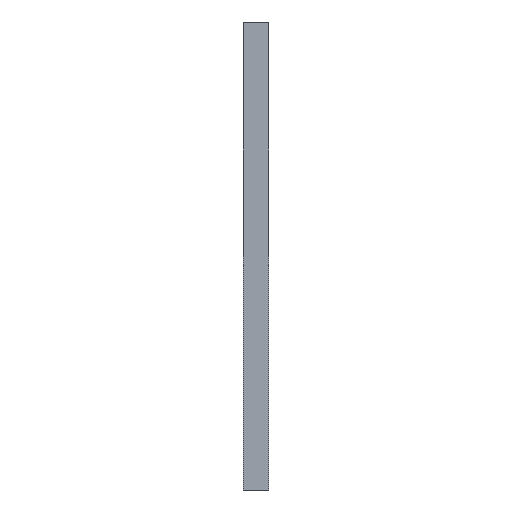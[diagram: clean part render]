
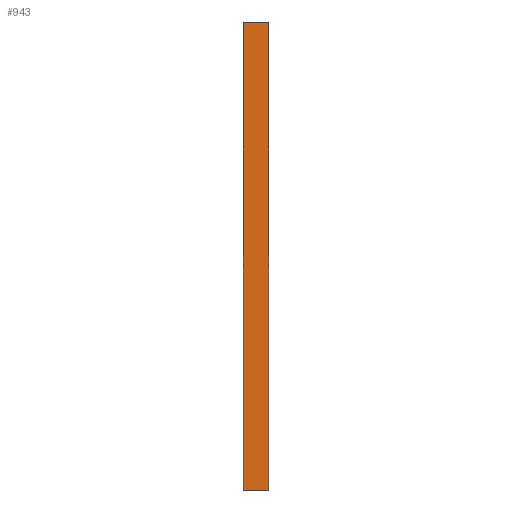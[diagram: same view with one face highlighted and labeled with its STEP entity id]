
A CAD part, front view. The second image highlights one B-rep face of the part: STEP entity #943.
In plain terms, the highlighted planar face has unit normal (0, -1, 0).
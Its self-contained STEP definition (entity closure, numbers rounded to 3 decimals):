
#198 = LINE ( 'NONE', #1102, #202 ) ;
#202 = VECTOR ( 'NONE', #468, 1000. ) ;
#217 = LINE ( 'NONE', #1236, #789 ) ;
#274 = VERTEX_POINT ( 'NONE', #1382 ) ;
#326 = ORIENTED_EDGE ( 'NONE', *, *, #852, .F. ) ;
#362 = CARTESIAN_POINT ( 'NONE',  ( 4., -70., 0. ) ) ;
#367 = AXIS2_PLACEMENT_3D ( 'NONE', #445, #1296, #1302 ) ;
#372 = VERTEX_POINT ( 'NONE', #1218 ) ;
#419 = ORIENTED_EDGE ( 'NONE', *, *, #611, .T. ) ;
#435 = PLANE ( 'NONE',  #367 ) ;
#443 = EDGE_CURVE ( 'NONE', #372, #1056, #198, .T. ) ;
#445 = CARTESIAN_POINT ( 'NONE',  ( 4., -70., 0. ) ) ;
#463 = EDGE_CURVE ( 'NONE', #626, #274, #1173, .T. ) ;
#468 = DIRECTION ( 'NONE',  ( 0., 0., -1. ) ) ;
#487 = DIRECTION ( 'NONE',  ( 0., 0., -1. ) ) ;
#541 = ORIENTED_EDGE ( 'NONE', *, *, #463, .F. ) ;
#611 = EDGE_CURVE ( 'NONE', #626, #372, #217, .T. ) ;
#626 = VERTEX_POINT ( 'NONE', #1256 ) ;
#789 = VECTOR ( 'NONE', #1149, 1000. ) ;
#791 = CARTESIAN_POINT ( 'NONE',  ( 0., -70., -12. ) ) ;
#849 = CARTESIAN_POINT ( 'NONE',  ( 4., -70., -12. ) ) ;
#852 = EDGE_CURVE ( 'NONE', #274, #1056, #1058, .T. ) ;
#853 = DIRECTION ( 'NONE',  ( -1., 0., 0. ) ) ;
#943 = ADVANCED_FACE ( 'NONE', ( #1377 ), #435, .F. ) ;
#963 = VECTOR ( 'NONE', #487, 1000. ) ;
#1024 = VECTOR ( 'NONE', #853, 1000. ) ;
#1027 = ORIENTED_EDGE ( 'NONE', *, *, #443, .T. ) ;
#1056 = VERTEX_POINT ( 'NONE', #791 ) ;
#1058 = LINE ( 'NONE', #849, #1024 ) ;
#1102 = CARTESIAN_POINT ( 'NONE',  ( 0., -70., 0. ) ) ;
#1117 = EDGE_LOOP ( 'NONE', ( #1027, #326, #541, #419 ) ) ;
#1149 = DIRECTION ( 'NONE',  ( -1., 0., 0. ) ) ;
#1173 = LINE ( 'NONE', #362, #963 ) ;
#1218 = CARTESIAN_POINT ( 'NONE',  ( 0., -70., 61.155 ) ) ;
#1236 = CARTESIAN_POINT ( 'NONE',  ( 4., -70., 61.155 ) ) ;
#1256 = CARTESIAN_POINT ( 'NONE',  ( 4., -70., 61.155 ) ) ;
#1296 = DIRECTION ( 'NONE',  ( 0., 1., 0. ) ) ;
#1302 = DIRECTION ( 'NONE',  ( 0., 0., 1. ) ) ;
#1377 = FACE_OUTER_BOUND ( 'NONE', #1117, .T. ) ;
#1382 = CARTESIAN_POINT ( 'NONE',  ( 4., -70., -12. ) ) ;
